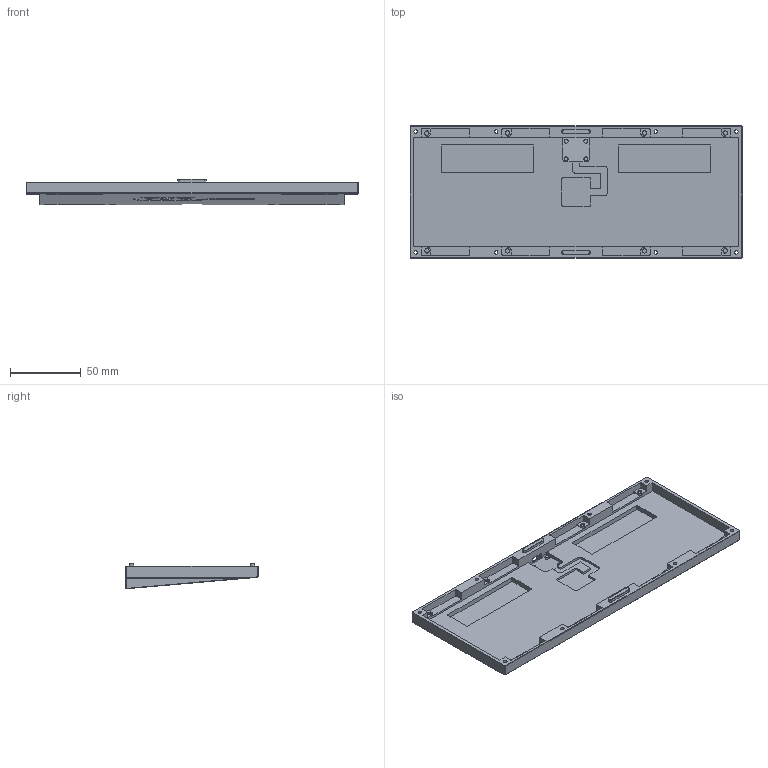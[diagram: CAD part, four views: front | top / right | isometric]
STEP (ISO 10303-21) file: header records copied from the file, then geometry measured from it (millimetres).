
FILE_DESCRIPTION(/* description */ ('STEP AP242 Edition 2','CAx-IF Rec.Pracs.---Representation and Presentation of Product Manufacturing Information (PMI)---4.0---2014-10-13','CAx-IF Rec.Pracs.---3D Tessellated Geometry---0.4---2014-09-14','2;1','CAx-IF Rec.Pracs.---User Defined Attributes---1.5---2016-08-15'),/* implementation_level */ '2;1');
FILE_NAME(/* name */ '69851f821897b9dcbf8ff25a',/* time_stamp */ '2026-02-05T22:53:55Z',/* author */ (''),/* organization */ (''),/* preprocessor_version */ 'ST-DEVELOPER v20',/* originating_system */ 'ONSHAPE BY PTC INC, 1.210',/* authorisation */ ' ');
FILE_SCHEMA (('AP242_MANAGED_MODEL_BASED_3D_ENGINEERING_MIM_LF { 1 0 10303 442 3 1 4 }'));
Length unit declared in the file: metre
Products named in the file (1): Boyardee_Bottom
Bounding box: 234.95 x 93.55 x 18.06 mm (x, y, z)
Volume: 107556.8 mm3; surface area: 59746.7 mm2
Topology: 1 solids, 1 shells, 357 faces, 916 edges, 596 vertices
Faces by surface type: plane 187, cylinder 108, bspline 48, cone 8, torus 6
Full cylindrical faces by diameter (mm): 2.4 x8, 2.9 x4, 3.1 x8, 4.25 x8
Entity records: 11016 total; most frequent: CARTESIAN_POINT 2568, ORIENTED_EDGE 1764, DIRECTION 1628, EDGE_CURVE 882, VERTEX_POINT 590, LINE 544, VECTOR 544, AXIS2_PLACEMENT_3D 542
